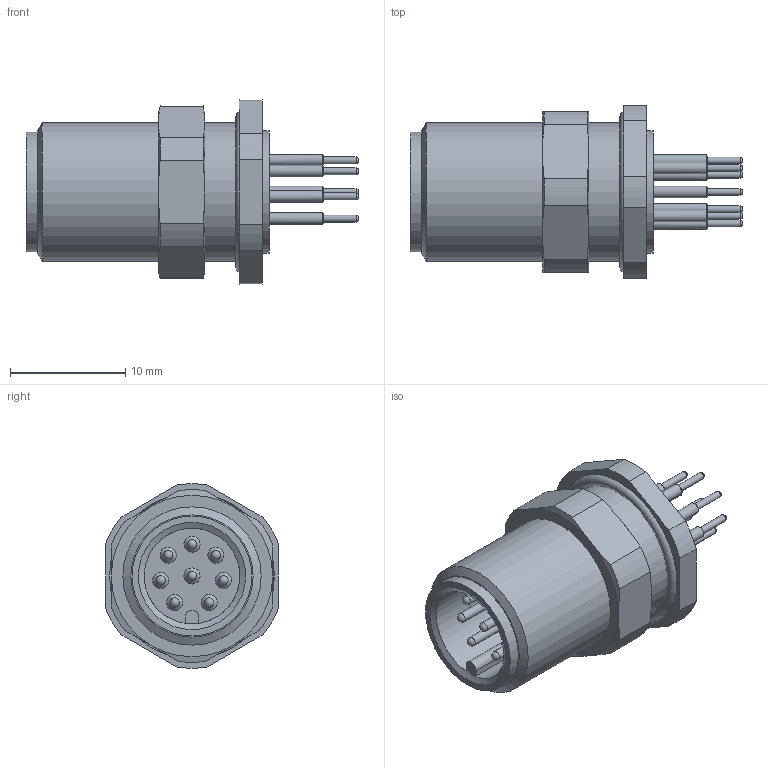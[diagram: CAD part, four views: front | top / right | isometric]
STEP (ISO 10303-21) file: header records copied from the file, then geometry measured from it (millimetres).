
FILE_DESCRIPTION(/* description */ (''),/* implementation_level */ '2;1');
FILE_NAME(/* name */ '09-3481-550-08_bg.stp',/* time_stamp */ '2008-12-09T09:48:07+01:00',/* author */ (''),/* organization */ (''),/* preprocessor_version */ 'ST-DEVELOPER v11',/* originating_system */ 'UGS - NX 5.0',/* authorisation */ '');
FILE_SCHEMA (('CONFIG_CONTROL_DESIGN'));
Length unit declared in the file: millimetre
Products named in the file (1): kborA691lngv
Bounding box: 28.8 x 15 x 15.97 mm (x, y, z)
Volume: 1855.6 mm3; surface area: 2733 mm2
Topology: 2 solids, 2 shells, 147 faces, 343 edges, 216 vertices
Faces by surface type: cone 48, cylinder 46, plane 43, sphere 8, torus 2
Full cylindrical faces by diameter (mm): 0.6 x8, 0.8 x8, 1 x8, 8 x1, 8.3 x1, 9.6 x1, 10 x1, 10.4 x1, 10.6 x1, 10.917 x1, 12 x1, 14.3 x1
Entity records: 3468 total; most frequent: DIRECTION 626, CARTESIAN_POINT 602, ORIENTED_EDGE 422, AXIS2_PLACEMENT_3D 291, EDGE_LOOP 252, EDGE_CURVE 211, FACE_BOUND 196, VERTEX_POINT 171
